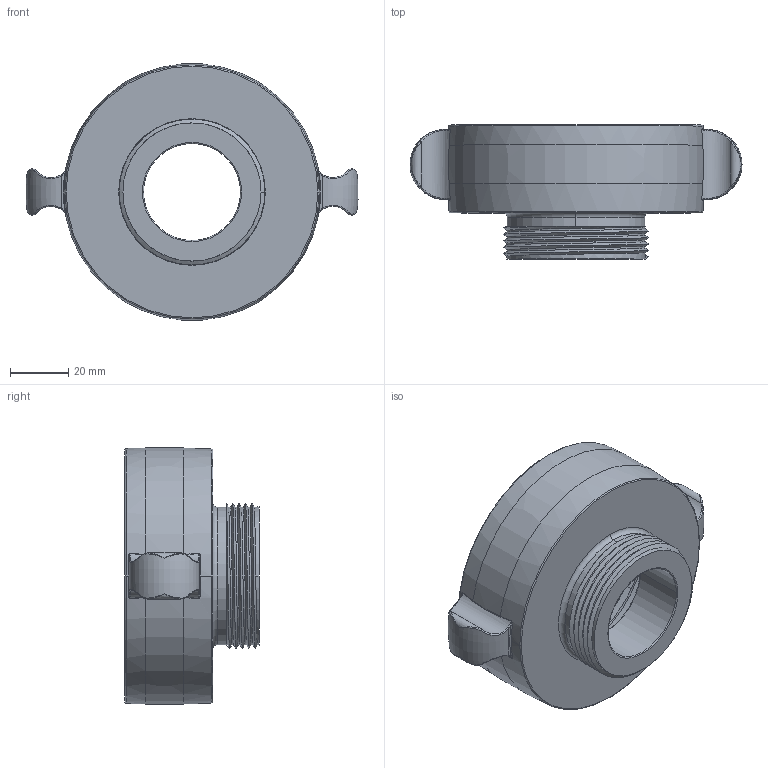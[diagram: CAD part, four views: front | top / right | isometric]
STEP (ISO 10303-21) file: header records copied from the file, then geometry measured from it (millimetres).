
FILE_DESCRIPTION((''),'2;1');
FILE_NAME('D17615','2018-08-28T',('sobrien2'),(''),'CREO PARAMETRIC BY PTC INC, 2015290','CREO PARAMETRIC BY PTC INC, 2015290','');
FILE_SCHEMA(('CONFIG_CONTROL_DESIGN'));
Length unit declared in the file: inch
Products named in the file (1): D17615
Bounding box: 114.2 x 46.1 x 88.06 mm (x, y, z)
Volume: 83807.5 mm3; surface area: 36786.3 mm2
Topology: 1 solids, 1 shells, 126 faces, 295 edges, 175 vertices
Faces by surface type: bspline 46, cylinder 37, torus 26, plane 13, cone 4
Entity records: 8708 total; most frequent: CARTESIAN_POINT 6122, ORIENTED_EDGE 590, DIRECTION 454, EDGE_CURVE 295, AXIS2_PLACEMENT_3D 203, VERTEX_POINT 175, EDGE_LOOP 132, FACE_OUTER_BOUND 126
